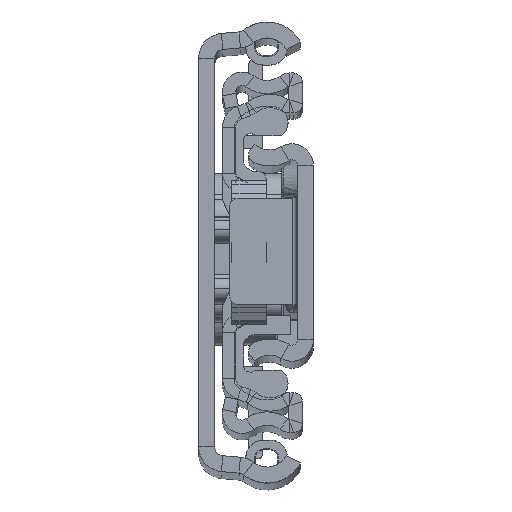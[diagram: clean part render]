
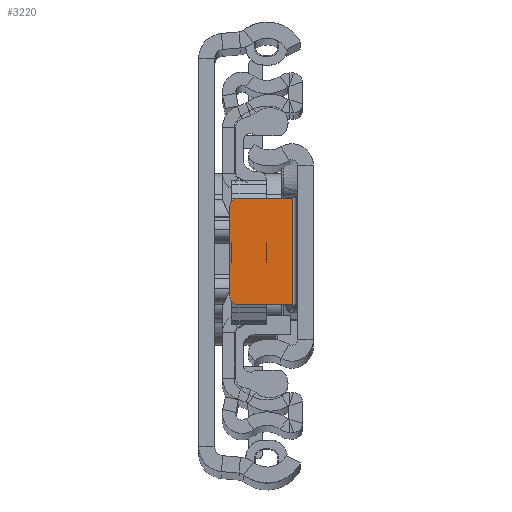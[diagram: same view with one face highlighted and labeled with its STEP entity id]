
A CAD part, top view. The second image highlights one B-rep face of the part: STEP entity #3220.
In plain terms, the highlighted planar face has unit normal (0, 0, 1).
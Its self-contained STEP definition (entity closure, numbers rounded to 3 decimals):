
#84 = VERTEX_POINT ( 'NONE', #28226 ) ;
#357 = DIRECTION ( 'NONE',  ( 1., 0., 0. ) ) ;
#488 = CARTESIAN_POINT ( 'NONE',  ( -9.4, -5.849, -6.8 ) ) ;
#519 = CARTESIAN_POINT ( 'NONE',  ( -8.4, -4.849, -6.8 ) ) ;
#933 = DIRECTION ( 'NONE',  ( 1., 0., 0. ) ) ;
#1056 = ORIENTED_EDGE ( 'NONE', *, *, #10264, .F. ) ;
#1466 = VECTOR ( 'NONE', #26304, 1000. ) ;
#1486 = ORIENTED_EDGE ( 'NONE', *, *, #11381, .T. ) ;
#1813 = DIRECTION ( 'NONE',  ( 0., 1., 0. ) ) ;
#2381 = ORIENTED_EDGE ( 'NONE', *, *, #12815, .F. ) ;
#2507 = LINE ( 'NONE', #488, #16915 ) ;
#2953 = CIRCLE ( 'NONE', #22849, 1. ) ;
#3220 = ADVANCED_FACE ( 'NONE', ( #17103 ), #15243, .T. ) ;
#3381 = EDGE_CURVE ( 'NONE', #19112, #29103, #25789, .T. ) ;
#6122 = CARTESIAN_POINT ( 'NONE',  ( -9.4, 5.151, -6.8 ) ) ;
#6435 = VECTOR ( 'NONE', #29805, 1000. ) ;
#7605 = CARTESIAN_POINT ( 'NONE',  ( -8.4, -5.849, -6.8 ) ) ;
#9089 = VERTEX_POINT ( 'NONE', #7605 ) ;
#9204 = CARTESIAN_POINT ( 'NONE',  ( -9.4, -4.849, -6.8 ) ) ;
#10141 = VERTEX_POINT ( 'NONE', #20883 ) ;
#10264 = EDGE_CURVE ( 'NONE', #10141, #25778, #16974, .T. ) ;
#10308 = CARTESIAN_POINT ( 'NONE',  ( -8.4, 5.151, -6.8 ) ) ;
#10691 = CARTESIAN_POINT ( 'NONE',  ( -1.8, 6.151, -6.8 ) ) ;
#11184 = AXIS2_PLACEMENT_3D ( 'NONE', #21776, #15095, #26434 ) ;
#11381 = EDGE_CURVE ( 'NONE', #19112, #9089, #2953, .T. ) ;
#11406 = ORIENTED_EDGE ( 'NONE', *, *, #17259, .T. ) ;
#11888 = DIRECTION ( 'NONE',  ( -1., 0., 0. ) ) ;
#12815 = EDGE_CURVE ( 'NONE', #25778, #9089, #2507, .T. ) ;
#14130 = CIRCLE ( 'NONE', #15629, 1. ) ;
#15095 = DIRECTION ( 'NONE',  ( 0., 0., 1. ) ) ;
#15243 = PLANE ( 'NONE',  #11184 ) ;
#15629 = AXIS2_PLACEMENT_3D ( 'NONE', #10308, #19793, #933 ) ;
#16915 = VECTOR ( 'NONE', #11888, 1000. ) ;
#16974 = LINE ( 'NONE', #28648, #1466 ) ;
#17103 = FACE_OUTER_BOUND ( 'NONE', #24333, .T. ) ;
#17259 = EDGE_CURVE ( 'NONE', #84, #29103, #14130, .T. ) ;
#17473 = ORIENTED_EDGE ( 'NONE', *, *, #3381, .F. ) ;
#19112 = VERTEX_POINT ( 'NONE', #9204 ) ;
#19536 = DIRECTION ( 'NONE',  ( 0., 0., 1. ) ) ;
#19793 = DIRECTION ( 'NONE',  ( 0., 0., 1. ) ) ;
#20883 = CARTESIAN_POINT ( 'NONE',  ( -2.3, 6.151, -6.8 ) ) ;
#21776 = CARTESIAN_POINT ( 'NONE',  ( 0., 0., -6.8 ) ) ;
#22670 = CARTESIAN_POINT ( 'NONE',  ( -2.3, -5.849, -6.8 ) ) ;
#22849 = AXIS2_PLACEMENT_3D ( 'NONE', #519, #19536, #357 ) ;
#24317 = EDGE_CURVE ( 'NONE', #84, #10141, #29953, .T. ) ;
#24333 = EDGE_LOOP ( 'NONE', ( #17473, #1486, #2381, #1056, #26518, #11406 ) ) ;
#25778 = VERTEX_POINT ( 'NONE', #22670 ) ;
#25789 = LINE ( 'NONE', #28138, #30582 ) ;
#26304 = DIRECTION ( 'NONE',  ( 0., -1., 0. ) ) ;
#26434 = DIRECTION ( 'NONE',  ( 1., 0., 0. ) ) ;
#26518 = ORIENTED_EDGE ( 'NONE', *, *, #24317, .F. ) ;
#28138 = CARTESIAN_POINT ( 'NONE',  ( -9.4, 6.151, -6.8 ) ) ;
#28226 = CARTESIAN_POINT ( 'NONE',  ( -8.4, 6.151, -6.8 ) ) ;
#28648 = CARTESIAN_POINT ( 'NONE',  ( -2.3, 6.151, -6.8 ) ) ;
#29103 = VERTEX_POINT ( 'NONE', #6122 ) ;
#29805 = DIRECTION ( 'NONE',  ( 1., 0., 0. ) ) ;
#29953 = LINE ( 'NONE', #10691, #6435 ) ;
#30582 = VECTOR ( 'NONE', #1813, 1000. ) ;
